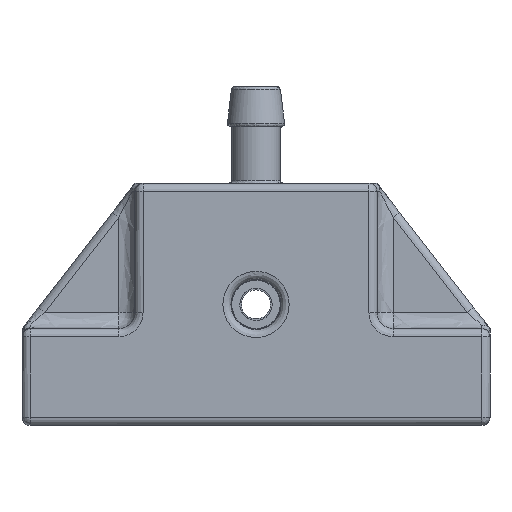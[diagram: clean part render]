
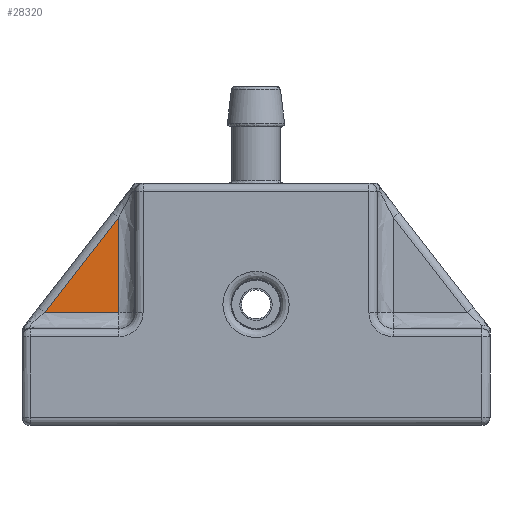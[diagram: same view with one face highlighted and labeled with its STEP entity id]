
A CAD part, front view. The second image highlights one B-rep face of the part: STEP entity #28320.
In plain terms, the highlighted free-form (B-spline) face has degree [1, 1] with [2, 2] control points.
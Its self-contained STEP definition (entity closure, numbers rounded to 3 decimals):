
#9422 = ( BOUNDED_SURFACE() B_SPLINE_SURFACE(1,2,(
    (#9423,#9424,#9425)
    ,(#9426,#9427,#9428
)),.UNSPECIFIED.,.F.,.F.,.F.) B_SPLINE_SURFACE_WITH_KNOTS((2,2),(3,3),(
    1.,6.509),(-0.785,0.785),
.PIECEWISE_BEZIER_KNOTS.) GEOMETRIC_REPRESENTATION_ITEM() 
RATIONAL_B_SPLINE_SURFACE((
    (1.,0.707,1.)
,(1.,0.707,1.))) REPRESENTATION_ITEM('') SURFACE() );
#9423 = CARTESIAN_POINT('',(-8.5,-25.,7.));
#9424 = CARTESIAN_POINT('',(-8.5,-25.,6.));
#9425 = CARTESIAN_POINT('',(-8.5,-26.,6.));
#9426 = CARTESIAN_POINT('',(-14.009,-25.,7.));
#9427 = CARTESIAN_POINT('',(-14.009,-25.,6.));
#9428 = CARTESIAN_POINT('',(-14.009,-26.,6.));
#20956 = ( BOUNDED_SURFACE() B_SPLINE_SURFACE(1,2,(
    (#20957,#20958,#20959)
    ,(#20960,#20961,#20962
)),.UNSPECIFIED.,.F.,.F.,.F.) B_SPLINE_SURFACE_WITH_KNOTS((2,2),(3,3),(
    -7.,0.5),(-0.785,0.785),.PIECEWISE_BEZIER_KNOTS.) 
GEOMETRIC_REPRESENTATION_ITEM() RATIONAL_B_SPLINE_SURFACE((
    (1.,0.707,1.)
,(1.,0.707,1.))) REPRESENTATION_ITEM('') SURFACE() );
#20957 = CARTESIAN_POINT('',(-8.5,-25.,14.5));
#20958 = CARTESIAN_POINT('',(-7.5,-25.,14.5));
#20959 = CARTESIAN_POINT('',(-7.5,-26.,14.5));
#20960 = CARTESIAN_POINT('',(-8.5,-25.,7.));
#20961 = CARTESIAN_POINT('',(-7.5,-25.,7.));
#20962 = CARTESIAN_POINT('',(-7.5,-26.,7.));
#26050 = VERTEX_POINT('',#26051);
#26051 = CARTESIAN_POINT('',(-8.5,-25.,12.9));
#26087 = ( BOUNDED_SURFACE() B_SPLINE_SURFACE(1,2,(
    (#26088,#26089,#26090)
    ,(#26091,#26092,#26093
)),.UNSPECIFIED.,.F.,.F.,.F.) B_SPLINE_SURFACE_WITH_KNOTS((2,2),(3,3),(
    -18.176,-3.228),(-0.785,0.785),
.PIECEWISE_BEZIER_KNOTS.) GEOMETRIC_REPRESENTATION_ITEM() 
RATIONAL_B_SPLINE_SURFACE((
    (1.,0.707,1.)
,(1.,0.707,1.))) REPRESENTATION_ITEM('') SURFACE() );
#26088 = CARTESIAN_POINT('',(-8.895,-24.5,13.207));
#26089 = CARTESIAN_POINT('',(-8.895,-25.,13.207));
#26090 = CARTESIAN_POINT('',(-8.5,-25.,12.9));
#26091 = CARTESIAN_POINT('',(-13.483,-24.5,7.307));
#26092 = CARTESIAN_POINT('',(-13.483,-25.,7.307));
#26093 = CARTESIAN_POINT('',(-13.089,-25.,7.));
#26172 = VERTEX_POINT('',#26173);
#26173 = CARTESIAN_POINT('',(-13.089,-25.,7.));
#26215 = EDGE_CURVE('',#26172,#26050,#26216,.T.);
#26216 = SURFACE_CURVE('',#26217,(#26220,#26226),.PCURVE_S1.);
#26217 = B_SPLINE_CURVE_WITH_KNOTS('',1,(#26218,#26219),.UNSPECIFIED.,
  .F.,.F.,(2,2),(-0.909,-0.161),
  .PIECEWISE_BEZIER_KNOTS.);
#26218 = CARTESIAN_POINT('',(-13.089,-25.,7.));
#26219 = CARTESIAN_POINT('',(-8.5,-25.,12.9));
#26220 = PCURVE('',#26087,#26221);
#26221 = DEFINITIONAL_REPRESENTATION('',(#26222),#26225);
#26222 = B_SPLINE_CURVE_WITH_KNOTS('',1,(#26223,#26224),.UNSPECIFIED.,
  .F.,.F.,(2,2),(-0.909,-0.161),
  .PIECEWISE_BEZIER_KNOTS.);
#26223 = CARTESIAN_POINT('',(-3.228,0.785));
#26224 = CARTESIAN_POINT('',(-18.176,0.785));
#26225 = ( GEOMETRIC_REPRESENTATION_CONTEXT(2) 
PARAMETRIC_REPRESENTATION_CONTEXT() REPRESENTATION_CONTEXT('2D SPACE',''
  ) );
#26226 = PCURVE('',#26227,#26232);
#26227 = B_SPLINE_SURFACE_WITH_KNOTS('',1,1,(
    (#26228,#26229)
    ,(#26230,#26231
    )),.UNSPECIFIED.,.F.,.F.,.F.,(2,2),(2,2),(-0.8,-0.21),(0.1
    ,0.559),.PIECEWISE_BEZIER_KNOTS.);
#26228 = CARTESIAN_POINT('',(-8.5,-25.,7.));
#26229 = CARTESIAN_POINT('',(-13.089,-25.,7.));
#26230 = CARTESIAN_POINT('',(-8.5,-25.,12.9));
#26231 = CARTESIAN_POINT('',(-13.089,-25.,12.9));
#26232 = DEFINITIONAL_REPRESENTATION('',(#26233),#26259);
#26233 = B_SPLINE_CURVE_WITH_KNOTS('',3,(#26234,#26235,#26236,#26237,
    #26238,#26239,#26240,#26241,#26242,#26243,#26244,#26245,#26246,
    #26247,#26248,#26249,#26250,#26251,#26252,#26253,#26254,#26255,
    #26256,#26257,#26258),.UNSPECIFIED.,.F.,.F.,(4,1,1,1,1,1,1,1,1,1,1,1
    ,1,1,1,1,1,1,1,1,1,1,4),(-0.909,-0.875,
    -0.841,-0.807,-0.773,-0.739,
    -0.705,-0.671,-0.637,-0.603,
    -0.569,-0.535,-0.501,-0.467,
    -0.433,-0.399,-0.365,-0.331,
    -0.297,-0.263,-0.229,-0.195,
    -0.161),.QUASI_UNIFORM_KNOTS.);
#26234 = CARTESIAN_POINT('',(-0.8,0.559));
#26235 = CARTESIAN_POINT('',(-0.791,0.552));
#26236 = CARTESIAN_POINT('',(-0.773,0.538));
#26237 = CARTESIAN_POINT('',(-0.746,0.517));
#26238 = CARTESIAN_POINT('',(-0.72,0.496));
#26239 = CARTESIAN_POINT('',(-0.693,0.475));
#26240 = CARTESIAN_POINT('',(-0.666,0.455));
#26241 = CARTESIAN_POINT('',(-0.639,0.434));
#26242 = CARTESIAN_POINT('',(-0.612,0.413));
#26243 = CARTESIAN_POINT('',(-0.585,0.392));
#26244 = CARTESIAN_POINT('',(-0.559,0.371));
#26245 = CARTESIAN_POINT('',(-0.532,0.35));
#26246 = CARTESIAN_POINT('',(-0.505,0.329));
#26247 = CARTESIAN_POINT('',(-0.478,0.309));
#26248 = CARTESIAN_POINT('',(-0.451,0.288));
#26249 = CARTESIAN_POINT('',(-0.425,0.267));
#26250 = CARTESIAN_POINT('',(-0.398,0.246));
#26251 = CARTESIAN_POINT('',(-0.371,0.225));
#26252 = CARTESIAN_POINT('',(-0.344,0.204));
#26253 = CARTESIAN_POINT('',(-0.317,0.183));
#26254 = CARTESIAN_POINT('',(-0.29,0.163));
#26255 = CARTESIAN_POINT('',(-0.264,0.142));
#26256 = CARTESIAN_POINT('',(-0.237,0.121));
#26257 = CARTESIAN_POINT('',(-0.219,0.107));
#26258 = CARTESIAN_POINT('',(-0.21,0.1));
#26259 = ( GEOMETRIC_REPRESENTATION_CONTEXT(2) 
PARAMETRIC_REPRESENTATION_CONTEXT() REPRESENTATION_CONTEXT('2D SPACE',''
  ) );
#28213 = EDGE_CURVE('',#26050,#28214,#28216,.T.);
#28214 = VERTEX_POINT('',#28215);
#28215 = CARTESIAN_POINT('',(-8.5,-25.,7.));
#28216 = SURFACE_CURVE('',#28217,(#28220,#28226),.PCURVE_S1.);
#28217 = B_SPLINE_CURVE_WITH_KNOTS('',1,(#28218,#28219),.UNSPECIFIED.,
  .F.,.F.,(2,2),(-0.54,0.05),.PIECEWISE_BEZIER_KNOTS.);
#28218 = CARTESIAN_POINT('',(-8.5,-25.,12.9));
#28219 = CARTESIAN_POINT('',(-8.5,-25.,7.));
#28220 = PCURVE('',#20956,#28221);
#28221 = DEFINITIONAL_REPRESENTATION('',(#28222),#28225);
#28222 = B_SPLINE_CURVE_WITH_KNOTS('',1,(#28223,#28224),.UNSPECIFIED.,
  .F.,.F.,(2,2),(-0.54,0.05),.PIECEWISE_BEZIER_KNOTS.);
#28223 = CARTESIAN_POINT('',(-5.4,-0.785));
#28224 = CARTESIAN_POINT('',(0.5,-0.785));
#28225 = ( GEOMETRIC_REPRESENTATION_CONTEXT(2) 
PARAMETRIC_REPRESENTATION_CONTEXT() REPRESENTATION_CONTEXT('2D SPACE',''
  ) );
#28226 = PCURVE('',#26227,#28227);
#28227 = DEFINITIONAL_REPRESENTATION('',(#28228),#28231);
#28228 = B_SPLINE_CURVE_WITH_KNOTS('',1,(#28229,#28230),.UNSPECIFIED.,
  .F.,.F.,(2,2),(-0.54,0.05),.PIECEWISE_BEZIER_KNOTS.);
#28229 = CARTESIAN_POINT('',(-0.21,0.1));
#28230 = CARTESIAN_POINT('',(-0.8,0.1));
#28231 = ( GEOMETRIC_REPRESENTATION_CONTEXT(2) 
PARAMETRIC_REPRESENTATION_CONTEXT() REPRESENTATION_CONTEXT('2D SPACE',''
  ) );
#28320 = ADVANCED_FACE('',(#28321),#26227,.T.);
#28321 = FACE_BOUND('',#28322,.T.);
#28322 = EDGE_LOOP('',(#28323,#28324,#28343));
#28323 = ORIENTED_EDGE('',*,*,#26215,.F.);
#28324 = ORIENTED_EDGE('',*,*,#28325,.F.);
#28325 = EDGE_CURVE('',#28214,#26172,#28326,.T.);
#28326 = SURFACE_CURVE('',#28327,(#28330,#28337),.PCURVE_S1.);
#28327 = B_SPLINE_CURVE_WITH_KNOTS('',1,(#28328,#28329),.UNSPECIFIED.,
  .F.,.F.,(2,2),(0.1,0.559),.PIECEWISE_BEZIER_KNOTS.);
#28328 = CARTESIAN_POINT('',(-8.5,-25.,7.));
#28329 = CARTESIAN_POINT('',(-13.089,-25.,7.));
#28330 = PCURVE('',#26227,#28331);
#28331 = DEFINITIONAL_REPRESENTATION('',(#28332),#28336);
#28332 = LINE('',#28333,#28334);
#28333 = CARTESIAN_POINT('',(-0.8,0.));
#28334 = VECTOR('',#28335,1.);
#28335 = DIRECTION('',(0.,1.));
#28336 = ( GEOMETRIC_REPRESENTATION_CONTEXT(2) 
PARAMETRIC_REPRESENTATION_CONTEXT() REPRESENTATION_CONTEXT('2D SPACE',''
  ) );
#28337 = PCURVE('',#9422,#28338);
#28338 = DEFINITIONAL_REPRESENTATION('',(#28339),#28342);
#28339 = B_SPLINE_CURVE_WITH_KNOTS('',1,(#28340,#28341),.UNSPECIFIED.,
  .F.,.F.,(2,2),(0.1,0.559),.PIECEWISE_BEZIER_KNOTS.);
#28340 = CARTESIAN_POINT('',(1.,-0.785));
#28341 = CARTESIAN_POINT('',(5.589,-0.785));
#28342 = ( GEOMETRIC_REPRESENTATION_CONTEXT(2) 
PARAMETRIC_REPRESENTATION_CONTEXT() REPRESENTATION_CONTEXT('2D SPACE',''
  ) );
#28343 = ORIENTED_EDGE('',*,*,#28213,.F.);
